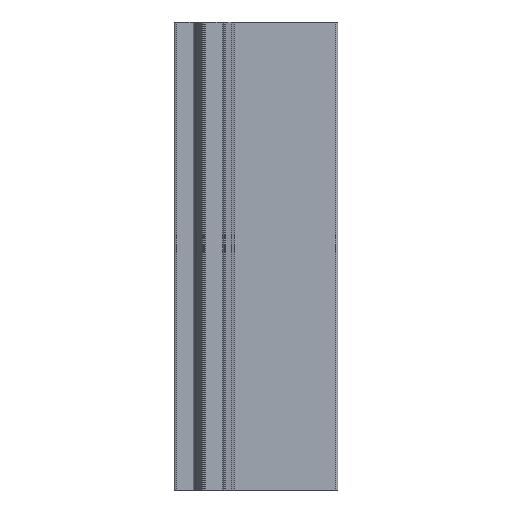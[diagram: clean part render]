
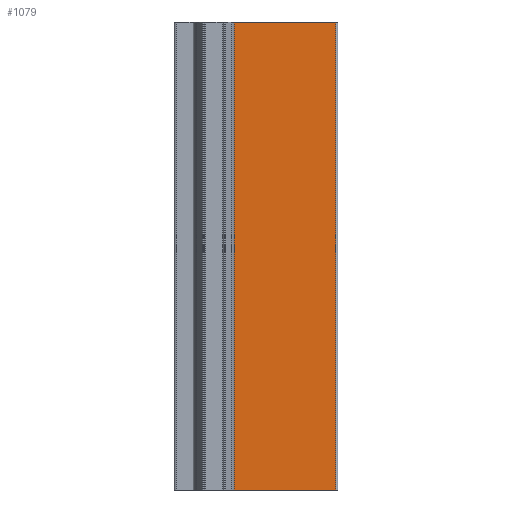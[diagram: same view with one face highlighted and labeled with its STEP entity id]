
A CAD part, front view. The second image highlights one B-rep face of the part: STEP entity #1079.
In plain terms, the highlighted planar face has unit normal (0, -1, 0).
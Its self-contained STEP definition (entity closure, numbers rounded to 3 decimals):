
#39=PLANE('',#1183);
#126=LINE('',#1757,#237);
#127=LINE('',#1759,#238);
#128=LINE('',#1761,#239);
#129=LINE('',#1763,#240);
#237=VECTOR('',#1436,1000.);
#238=VECTOR('',#1439,1000.);
#239=VECTOR('',#1440,1000.);
#240=VECTOR('',#1441,1000.);
#421=ORIENTED_EDGE('',*,*,#703,.F.);
#422=ORIENTED_EDGE('',*,*,#702,.F.);
#423=ORIENTED_EDGE('',*,*,#704,.T.);
#424=ORIENTED_EDGE('',*,*,#705,.T.);
#702=EDGE_CURVE('',#825,#824,#126,.T.);
#703=EDGE_CURVE('',#824,#826,#127,.T.);
#704=EDGE_CURVE('',#825,#827,#128,.T.);
#705=EDGE_CURVE('',#827,#826,#129,.T.);
#824=VERTEX_POINT('',#1754);
#825=VERTEX_POINT('',#1756);
#826=VERTEX_POINT('',#1760);
#827=VERTEX_POINT('',#1762);
#941=EDGE_LOOP('',(#421,#422,#423,#424));
#998=FACE_BOUND('',#941,.T.);
#1079=ADVANCED_FACE('',(#998),#39,.T.);
#1183=AXIS2_PLACEMENT_3D('',#1758,#1437,#1438);
#1436=DIRECTION('',(0.,0.,1.));
#1437=DIRECTION('',(0.,-1.,0.));
#1438=DIRECTION('',(0.,0.,-1.));
#1439=DIRECTION('',(1.,0.,0.));
#1440=DIRECTION('',(1.,0.,0.));
#1441=DIRECTION('',(0.,0.,1.));
#1754=CARTESIAN_POINT('',(-22.3,0.,0.));
#1756=CARTESIAN_POINT('',(-22.3,0.,-100.));
#1757=CARTESIAN_POINT('',(-22.3,0.,-100.));
#1758=CARTESIAN_POINT('',(-22.3,0.,-100.));
#1759=CARTESIAN_POINT('',(-22.3,0.,0.));
#1760=CARTESIAN_POINT('',(-0.5,0.,0.));
#1761=CARTESIAN_POINT('',(-22.3,0.,-100.));
#1762=CARTESIAN_POINT('',(-0.5,0.,-100.));
#1763=CARTESIAN_POINT('',(-0.5,0.,-100.));
